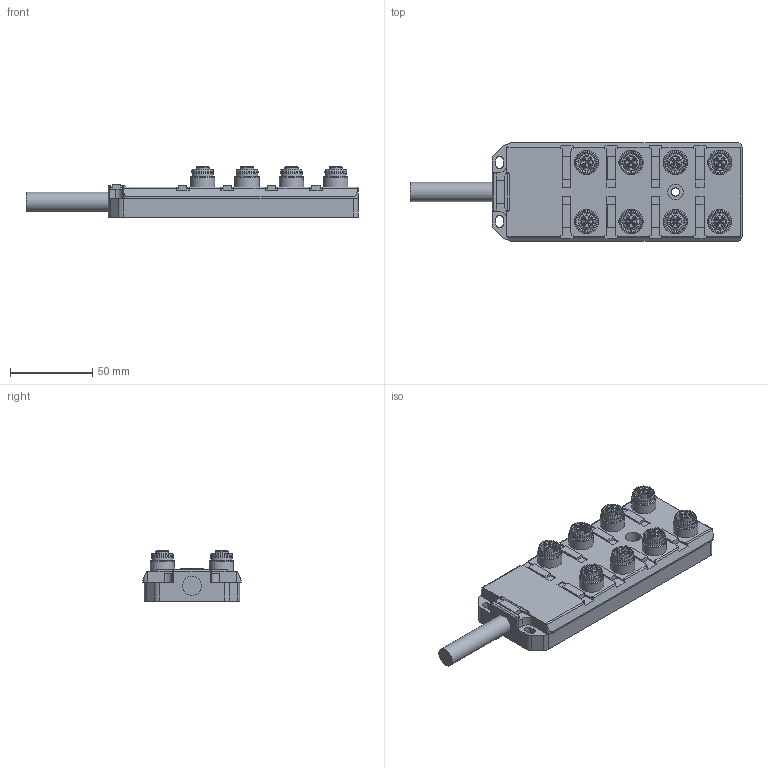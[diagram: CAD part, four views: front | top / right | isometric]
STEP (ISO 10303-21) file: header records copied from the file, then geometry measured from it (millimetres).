
FILE_DESCRIPTION(/* description */ (''),/* implementation_level */ '2;1');
FILE_NAME(/* name */ 'VK001016.stp',/* time_stamp */ '2016-10-11T15:49:51+02:00',/* author */ ('mitarbeiter'),/* organization */ (''),/* preprocessor_version */ 'ST-DEVELOPER v15.2',/* originating_system */ 'Autodesk Inventor 2014',/* authorisation */ '');
FILE_SCHEMA (('AUTOMOTIVE_DESIGN { 1 0 10303 214 3 1 1 }'));
Length unit declared in the file: millimetre
Products named in the file (2): VK001016
Bounding box: 202 x 60 x 30.6 mm (x, y, z)
Volume: 173042.1 mm3; surface area: 38284.3 mm2
Topology: 1 solids, 1 shells, 579 faces, 1450 edges, 947 vertices
Faces by surface type: plane 329, cylinder 134, cone 64, torus 48, bspline 4
Full cylindrical faces by diameter (mm): 1.1 x40, 5 x1, 9.5 x1, 11 x8, 11.6 x1, 12.2 x8, 13 x8, 13.4 x8, 14.8 x8
Entity records: 16810 total; most frequent: CARTESIAN_POINT 3392, DIRECTION 2750, ORIENTED_EDGE 2390, EDGE_CURVE 1195, AXIS2_PLACEMENT_3D 1019, VERTEX_POINT 879, EDGE_LOOP 846, LINE 712
